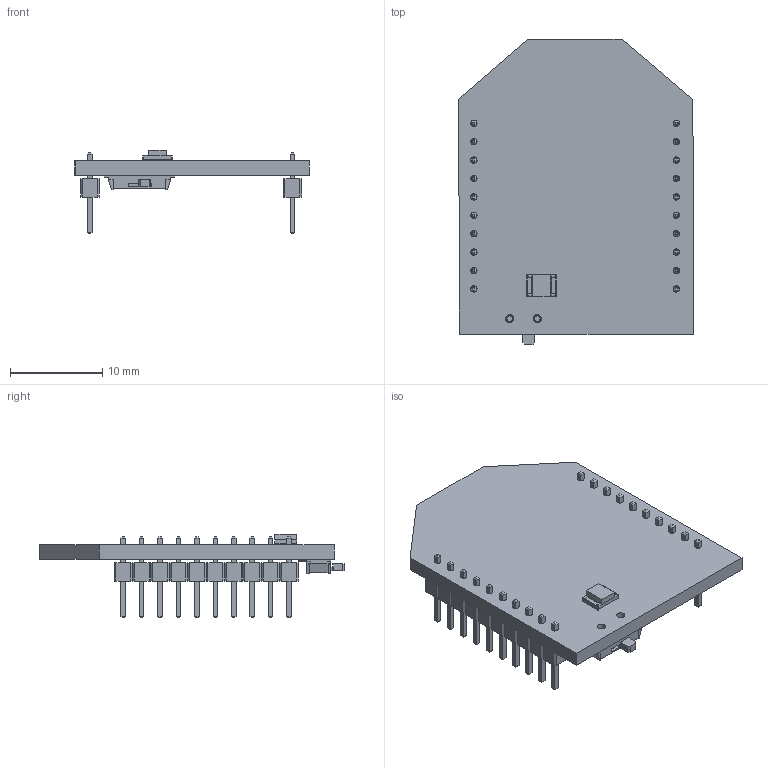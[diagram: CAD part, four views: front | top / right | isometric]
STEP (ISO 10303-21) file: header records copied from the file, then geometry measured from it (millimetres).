
FILE_DESCRIPTION(('KiCad electronic assembly'),'2;1');
FILE_NAME('bGeigieCast V1.6.0(StampS3).step','2023-07-24T08:03:06',( 'Pcbnew'),('Kicad'),'Open CASCADE STEP processor 7.5', 'KiCad to STEP converter','Unknown');
FILE_SCHEMA(('AUTOMOTIVE_DESIGN { 1 0 10303 214 1 1 1 1 }'));
Length unit declared in the file: millimetre
Products named in the file (8): bGeigieCast V1.6.0(StampS3) 1; LED_0805_2012Metric; SOLID; PinHeader_1x10_P2.00mm_Vertical; SW_SPDT_PCM12; bGeigieCast V1.6.0(StampS3)_PCB
Assembly tree (8 placements, depth 3):
  bGeigieCast V1.6.0(StampS3) 1
    LED_0805_2012Metric
      SOLID
    PinHeader_1x10_P2.00mm_Vertical  x2
      SOLID
    SW_SPDT_PCM12
      SOLID
    bGeigieCast V1.6.0(StampS3)_PCB
Bounding box: 25.5 x 33.13 x 9.1 mm (x, y, z)
Volume: 1429.4 mm3; surface area: 2478.8 mm2
Topology: 5 solids, 5 shells, 709 faces, 1741 edges, 1086 vertices
Faces by surface type: plane 624, bspline 50, cylinder 33, cone 2
Full cylindrical faces by diameter (mm): 0.7 x20, 0.8 x2, 0.9 x2
Entity records: 31730 total; most frequent: CARTESIAN_POINT 5854, DIRECTION 3918, LINE 2938, VECTOR 2938, ORIENTED_EDGE 2310, PCURVE 2310, DEFINITIONAL_REPRESENTATION 2310, EDGE_CURVE 1155
